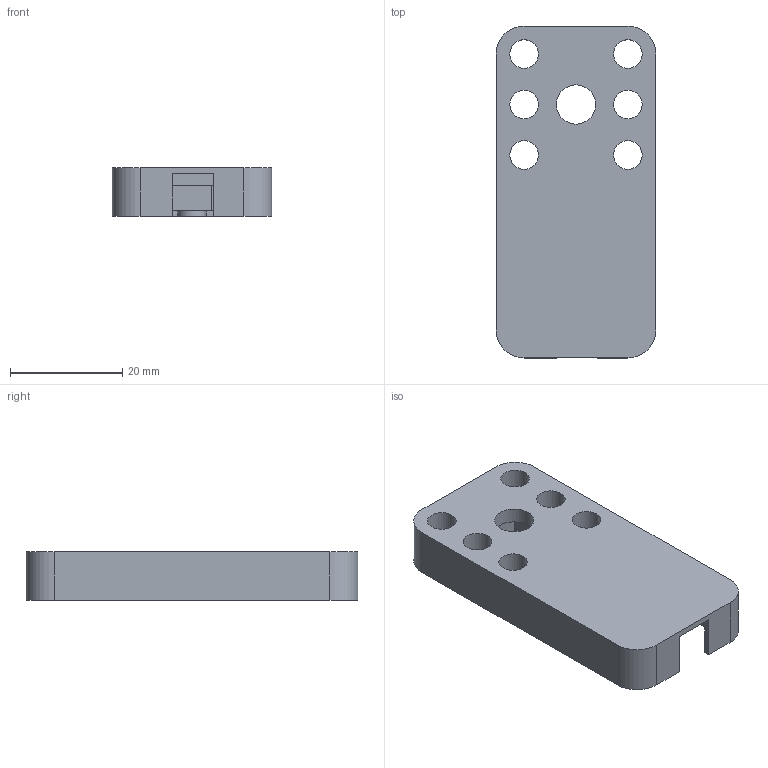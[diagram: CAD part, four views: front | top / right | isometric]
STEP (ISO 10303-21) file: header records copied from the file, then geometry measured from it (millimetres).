
FILE_DESCRIPTION(/* description */ (''),/* implementation_level */ '2;1');
FILE_NAME(/* name */ 'HousingFront.step',/* time_stamp */ '2021-08-30T15:16:37-07:00',/* author */ (''),/* organization */ (''),/* preprocessor_version */ 'ST-DEVELOPER v18.1',/* originating_system */ 'Autodesk Translation Framework v10.10.0.1391',/* authorisation */ '');
FILE_SCHEMA (('AUTOMOTIVE_DESIGN { 1 0 10303 214 3 1 1 }'));
Length unit declared in the file: millimetre
Products named in the file (1): HousingFront
Bounding box: 28.5 x 59.2 x 8.7 mm (x, y, z)
Volume: 8398.2 mm3; surface area: 6086.6 mm2
Topology: 1 solids, 1 shells, 48 faces, 129 edges, 84 vertices
Faces by surface type: plane 31, cylinder 17
Full cylindrical faces by diameter (mm): 3 x1, 5 x1, 5.1 x6, 7 x1
Entity records: 1564 total; most frequent: DIRECTION 265, CARTESIAN_POINT 262, ORIENTED_EDGE 258, EDGE_CURVE 129, LINE 91, VECTOR 91, AXIS2_PLACEMENT_3D 87, VERTEX_POINT 84
